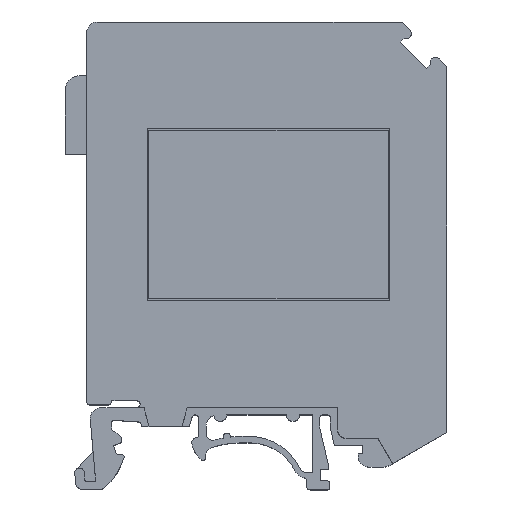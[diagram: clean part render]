
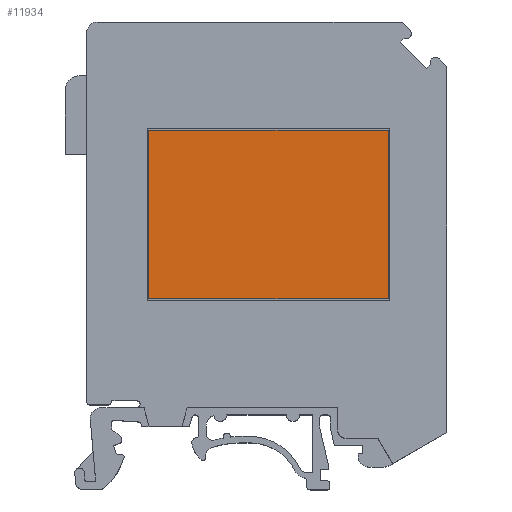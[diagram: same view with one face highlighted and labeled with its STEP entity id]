
A CAD part, top view. The second image highlights one B-rep face of the part: STEP entity #11934.
In plain terms, the highlighted planar face has unit normal (0, 0, 1).
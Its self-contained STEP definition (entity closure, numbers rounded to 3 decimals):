
#510=LINE('',#18459,#1927);
#511=LINE('',#18462,#1928);
#512=LINE('',#18464,#1929);
#513=LINE('',#18466,#1930);
#1927=VECTOR('',#14960,1000.);
#1928=VECTOR('',#14961,1000.);
#1929=VECTOR('',#14962,1000.);
#1930=VECTOR('',#14963,1000.);
#3050=PLANE('',#13440);
#4007=ORIENTED_EDGE('',*,*,#7359,.F.);
#4008=ORIENTED_EDGE('',*,*,#7360,.F.);
#4009=ORIENTED_EDGE('',*,*,#7361,.F.);
#4010=ORIENTED_EDGE('',*,*,#7362,.F.);
#7359=EDGE_CURVE('',#8980,#8981,#510,.T.);
#7360=EDGE_CURVE('',#8982,#8980,#511,.T.);
#7361=EDGE_CURVE('',#8983,#8982,#512,.T.);
#7362=EDGE_CURVE('',#8981,#8983,#513,.T.);
#8980=VERTEX_POINT('',#18460);
#8981=VERTEX_POINT('',#18461);
#8982=VERTEX_POINT('',#18463);
#8983=VERTEX_POINT('',#18465);
#10242=EDGE_LOOP('',(#4007,#4008,#4009,#4010));
#11029=FACE_BOUND('',#10242,.T.);
#11934=ADVANCED_FACE('',(#11029),#3050,.F.);
#13440=AXIS2_PLACEMENT_3D('',#18458,#14958,#14959);
#14958=DIRECTION('',(0.,0.,-1.));
#14959=DIRECTION('',(-1.,0.,0.));
#14960=DIRECTION('',(0.,1.,0.));
#14961=DIRECTION('',(-1.,0.,0.));
#14962=DIRECTION('',(0.,-1.,0.));
#14963=DIRECTION('',(1.,0.,0.));
#18458=CARTESIAN_POINT('',(-0.006,0.,14.36));
#18459=CARTESIAN_POINT('',(-15.056,-6.,14.36));
#18460=CARTESIAN_POINT('',(-15.056,-6.,14.36));
#18461=CARTESIAN_POINT('',(-15.056,17.6,14.36));
#18462=CARTESIAN_POINT('',(18.544,-6.,14.36));
#18463=CARTESIAN_POINT('',(18.544,-6.,14.36));
#18464=CARTESIAN_POINT('',(18.544,17.6,14.36));
#18465=CARTESIAN_POINT('',(18.544,17.6,14.36));
#18466=CARTESIAN_POINT('',(-15.056,17.6,14.36));
